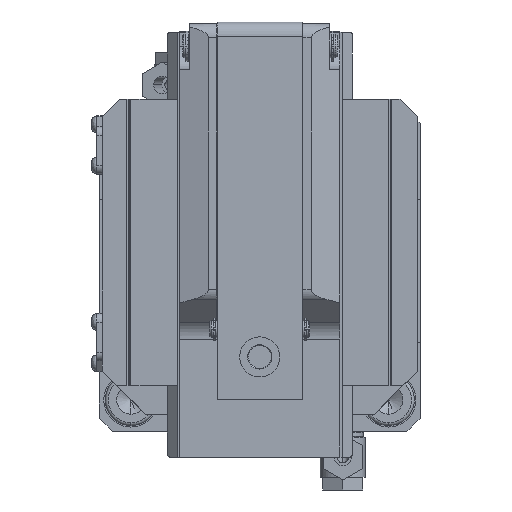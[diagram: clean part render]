
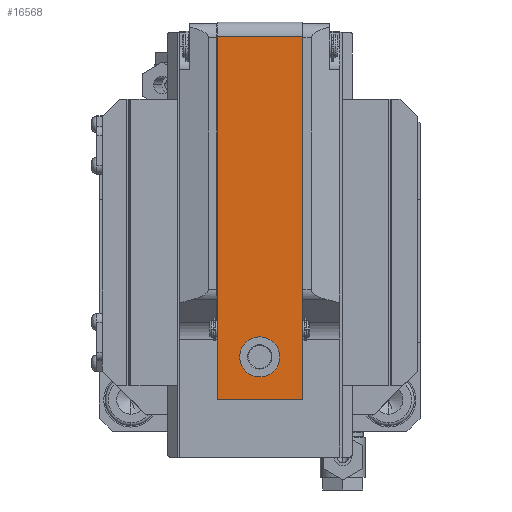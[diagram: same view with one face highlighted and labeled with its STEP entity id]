
A CAD part, left-side view. The second image highlights one B-rep face of the part: STEP entity #16568.
In plain terms, the highlighted planar face has unit normal (-1, 0, 0).
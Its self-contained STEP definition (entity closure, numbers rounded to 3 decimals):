
#2131=DIRECTION('',(0.,0.,1.));
#2132=VECTOR('',#2131,127.);
#2133=CARTESIAN_POINT('',(-126.5,14.85,-45.));
#2134=LINE('',#2133,#2132);
#2245=DIRECTION('',(0.,0.,1.));
#2246=VECTOR('',#2245,127.);
#2247=CARTESIAN_POINT('',(-126.5,-14.85,-45.));
#2248=LINE('',#2247,#2246);
#3853=DIRECTION('',(0.,-1.,0.));
#3854=VECTOR('',#3853,29.7);
#3855=CARTESIAN_POINT('',(-126.5,14.85,82.));
#3856=LINE('',#3855,#3854);
#3857=DIRECTION('',(0.,1.,0.));
#3858=VECTOR('',#3857,29.7);
#3859=CARTESIAN_POINT('',(-126.5,-14.85,-45.));
#3860=LINE('',#3859,#3858);
#3861=CARTESIAN_POINT('',(-126.5,0.,-30.));
#3862=DIRECTION('',(-1.,0.,0.));
#3863=DIRECTION('',(0.,0.,1.));
#3864=AXIS2_PLACEMENT_3D('',#3861,#3862,#3863);
#3866=CARTESIAN_POINT('',(-126.5,0.,-30.));
#3867=DIRECTION('',(-1.,0.,0.));
#3868=DIRECTION('',(0.,0.,-1.));
#3869=AXIS2_PLACEMENT_3D('',#3866,#3867,#3868);
#10732=CARTESIAN_POINT('',(-126.5,-14.85,-45.));
#10733=VERTEX_POINT('',#10732);
#10738=CARTESIAN_POINT('',(-126.5,14.85,-45.));
#10739=VERTEX_POINT('',#10738);
#10745=CARTESIAN_POINT('',(-126.5,-14.85,82.));
#10747=VERTEX_POINT('',#10745);
#10748=CARTESIAN_POINT('',(-126.5,14.85,82.));
#10749=VERTEX_POINT('',#10748);
#11054=CARTESIAN_POINT('',(-126.5,0.,-23.));
#11055=CARTESIAN_POINT('',(-126.5,0.,-37.));
#11056=VERTEX_POINT('',#11054);
#11057=VERTEX_POINT('',#11055);
#16550=CARTESIAN_POINT('',(-126.5,-14.85,-45.));
#16551=DIRECTION('',(-1.,0.,0.));
#16552=DIRECTION('',(0.,0.,1.));
#16553=AXIS2_PLACEMENT_3D('',#16550,#16551,#16552);
#16554=PLANE('',#16553);
#16555=ORIENTED_EDGE('',*,*,#16543,.T.);
#16556=ORIENTED_EDGE('',*,*,#14742,.F.);
#16558=ORIENTED_EDGE('',*,*,#16557,.T.);
#16559=ORIENTED_EDGE('',*,*,#14649,.T.);
#16560=EDGE_LOOP('',(#16555,#16556,#16558,#16559));
#16561=FACE_OUTER_BOUND('',#16560,.F.);
#16563=ORIENTED_EDGE('',*,*,#16562,.T.);
#16565=ORIENTED_EDGE('',*,*,#16564,.T.);
#16566=EDGE_LOOP('',(#16563,#16565));
#16567=FACE_BOUND('',#16566,.F.);
#16568=ADVANCED_FACE('',(#16561,#16567),#16554,.T.);
#3865=CIRCLE('',#3864,7.);
#3870=CIRCLE('',#3869,7.);
#14649=EDGE_CURVE('',#10739,#10749,#2134,.T.);
#14742=EDGE_CURVE('',#10733,#10747,#2248,.T.);
#16543=EDGE_CURVE('',#10749,#10747,#3856,.T.);
#16557=EDGE_CURVE('',#10733,#10739,#3860,.T.);
#16562=EDGE_CURVE('',#11056,#11057,#3865,.T.);
#16564=EDGE_CURVE('',#11057,#11056,#3870,.T.);
